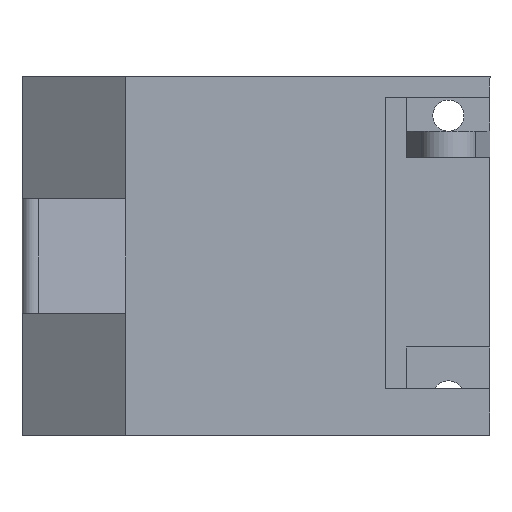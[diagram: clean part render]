
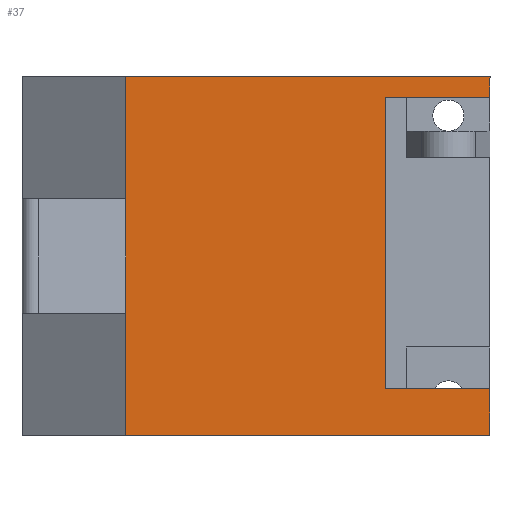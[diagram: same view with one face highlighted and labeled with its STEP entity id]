
A CAD part, left-side view. The second image highlights one B-rep face of the part: STEP entity #37.
In plain terms, the highlighted planar face has unit normal (-1, 0, 0).
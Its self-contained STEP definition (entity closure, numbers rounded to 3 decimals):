
#16 = AXIS2_PLACEMENT_3D ( 'NONE', #597, #1208, #292 ) ;
#37 = ADVANCED_FACE ( 'NONE', ( #1201 ), #1091, .T. ) ;
#39 = LINE ( 'NONE', #436, #1149 ) ;
#44 = CARTESIAN_POINT ( 'NONE',  ( 125.25, 65., 126. ) ) ;
#110 = LINE ( 'NONE', #1128, #359 ) ;
#124 = VERTEX_POINT ( 'NONE', #247 ) ;
#138 = DIRECTION ( 'NONE',  ( 0., 1., 0. ) ) ;
#148 = CARTESIAN_POINT ( 'NONE',  ( 125.25, 90., 120.5 ) ) ;
#181 = EDGE_CURVE ( 'NONE', #1182, #990, #751, .T. ) ;
#192 = CARTESIAN_POINT ( 'NONE',  ( 125.25, 65., 141.25 ) ) ;
#205 = VERTEX_POINT ( 'NONE', #1250 ) ;
#216 = LINE ( 'NONE', #705, #949 ) ;
#228 = ORIENTED_EDGE ( 'NONE', *, *, #1153, .T. ) ;
#231 = EDGE_CURVE ( 'NONE', #440, #205, #452, .T. ) ;
#242 = VECTOR ( 'NONE', #956, 1000. ) ;
#247 = CARTESIAN_POINT ( 'NONE',  ( 125.25, 90., 143.25 ) ) ;
#248 = ORIENTED_EDGE ( 'NONE', *, *, #1132, .T. ) ;
#292 = DIRECTION ( 'NONE',  ( 0., -1., 0. ) ) ;
#330 = DIRECTION ( 'NONE',  ( 0., 0., -1. ) ) ;
#342 = EDGE_CURVE ( 'NONE', #525, #396, #805, .T. ) ;
#359 = VECTOR ( 'NONE', #511, 1000. ) ;
#363 = DIRECTION ( 'NONE',  ( 0., 0., 1. ) ) ;
#396 = VERTEX_POINT ( 'NONE', #603 ) ;
#407 = CARTESIAN_POINT ( 'NONE',  ( 125.25, 55., 126. ) ) ;
#436 = CARTESIAN_POINT ( 'NONE',  ( 125.25, 90., 126. ) ) ;
#440 = VERTEX_POINT ( 'NONE', #885 ) ;
#452 = LINE ( 'NONE', #1056, #1024 ) ;
#481 = ORIENTED_EDGE ( 'NONE', *, *, #231, .T. ) ;
#486 = LINE ( 'NONE', #44, #1218 ) ;
#502 = EDGE_CURVE ( 'NONE', #205, #525, #486, .T. ) ;
#505 = CARTESIAN_POINT ( 'NONE',  ( 125.25, 90., 131.5 ) ) ;
#511 = DIRECTION ( 'NONE',  ( 0., 0., -1. ) ) ;
#515 = VECTOR ( 'NONE', #625, 1000. ) ;
#519 = LINE ( 'NONE', #407, #1136 ) ;
#525 = VERTEX_POINT ( 'NONE', #192 ) ;
#530 = VERTEX_POINT ( 'NONE', #771 ) ;
#563 = ORIENTED_EDGE ( 'NONE', *, *, #741, .T. ) ;
#597 = CARTESIAN_POINT ( 'NONE',  ( 125.25, 77.5, 126. ) ) ;
#603 = CARTESIAN_POINT ( 'NONE',  ( 125.25, 55., 141.25 ) ) ;
#612 = CARTESIAN_POINT ( 'NONE',  ( 125.25, 55., 108.75 ) ) ;
#621 = DIRECTION ( 'NONE',  ( 0., 0., 1. ) ) ;
#625 = DIRECTION ( 'NONE',  ( 0., -1., 0. ) ) ;
#646 = EDGE_CURVE ( 'NONE', #124, #671, #216, .T. ) ;
#671 = VERTEX_POINT ( 'NONE', #505 ) ;
#700 = CARTESIAN_POINT ( 'NONE',  ( 125.25, 77.5, 141.25 ) ) ;
#705 = CARTESIAN_POINT ( 'NONE',  ( 125.25, 90., 126. ) ) ;
#707 = VECTOR ( 'NONE', #857, 1000. ) ;
#723 = EDGE_CURVE ( 'NONE', #990, #440, #519, .T. ) ;
#741 = EDGE_CURVE ( 'NONE', #671, #807, #110, .T. ) ;
#751 = LINE ( 'NONE', #1046, #242 ) ;
#761 = ORIENTED_EDGE ( 'NONE', *, *, #646, .T. ) ;
#771 = CARTESIAN_POINT ( 'NONE',  ( 125.25, 55., 143.25 ) ) ;
#805 = LINE ( 'NONE', #700, #820 ) ;
#807 = VERTEX_POINT ( 'NONE', #148 ) ;
#820 = VECTOR ( 'NONE', #916, 1000. ) ;
#857 = DIRECTION ( 'NONE',  ( 0., 0., 1. ) ) ;
#866 = CARTESIAN_POINT ( 'NONE',  ( 125.25, 90., 108.75 ) ) ;
#885 = CARTESIAN_POINT ( 'NONE',  ( 125.25, 55., 113.25 ) ) ;
#912 = EDGE_LOOP ( 'NONE', ( #761, #563, #228, #1157, #1185, #481, #1105, #938, #248, #935 ) ) ;
#916 = DIRECTION ( 'NONE',  ( 0., -1., 0. ) ) ;
#920 = LINE ( 'NONE', #1217, #515 ) ;
#935 = ORIENTED_EDGE ( 'NONE', *, *, #1032, .F. ) ;
#938 = ORIENTED_EDGE ( 'NONE', *, *, #342, .T. ) ;
#949 = VECTOR ( 'NONE', #1118, 1000. ) ;
#956 = DIRECTION ( 'NONE',  ( 0., -1., 0. ) ) ;
#961 = CARTESIAN_POINT ( 'NONE',  ( 125.25, 55., 126. ) ) ;
#990 = VERTEX_POINT ( 'NONE', #612 ) ;
#1024 = VECTOR ( 'NONE', #138, 1000. ) ;
#1032 = EDGE_CURVE ( 'NONE', #124, #530, #920, .T. ) ;
#1046 = CARTESIAN_POINT ( 'NONE',  ( 125.25, 50., 108.75 ) ) ;
#1053 = LINE ( 'NONE', #961, #707 ) ;
#1056 = CARTESIAN_POINT ( 'NONE',  ( 125.25, 77.5, 113.25 ) ) ;
#1091 = PLANE ( 'NONE',  #16 ) ;
#1105 = ORIENTED_EDGE ( 'NONE', *, *, #502, .T. ) ;
#1118 = DIRECTION ( 'NONE',  ( 0., 0., -1. ) ) ;
#1128 = CARTESIAN_POINT ( 'NONE',  ( 125.25, 90., 126. ) ) ;
#1132 = EDGE_CURVE ( 'NONE', #396, #530, #1053, .T. ) ;
#1136 = VECTOR ( 'NONE', #621, 1000. ) ;
#1149 = VECTOR ( 'NONE', #330, 1000. ) ;
#1153 = EDGE_CURVE ( 'NONE', #807, #1182, #39, .T. ) ;
#1157 = ORIENTED_EDGE ( 'NONE', *, *, #181, .T. ) ;
#1182 = VERTEX_POINT ( 'NONE', #866 ) ;
#1185 = ORIENTED_EDGE ( 'NONE', *, *, #723, .T. ) ;
#1201 = FACE_OUTER_BOUND ( 'NONE', #912, .T. ) ;
#1208 = DIRECTION ( 'NONE',  ( -1., 0., 0. ) ) ;
#1217 = CARTESIAN_POINT ( 'NONE',  ( 125.25, 50., 143.25 ) ) ;
#1218 = VECTOR ( 'NONE', #363, 1000. ) ;
#1250 = CARTESIAN_POINT ( 'NONE',  ( 125.25, 65., 113.25 ) ) ;
